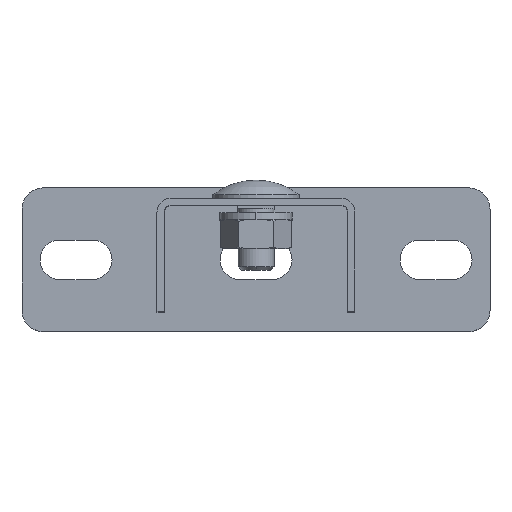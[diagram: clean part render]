
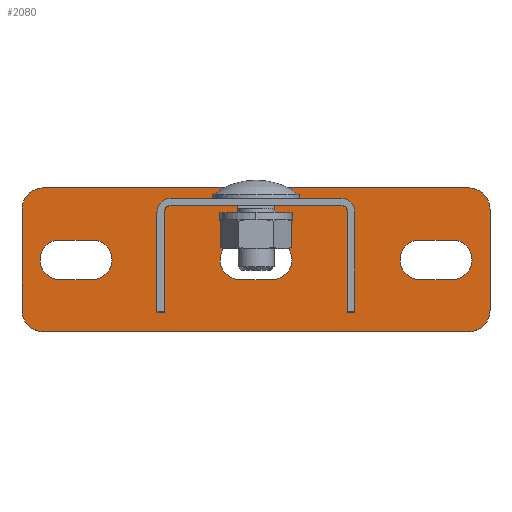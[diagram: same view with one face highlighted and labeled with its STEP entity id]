
A CAD part, top view. The second image highlights one B-rep face of the part: STEP entity #2080.
In plain terms, the highlighted planar face has unit normal (0, 0, 1).
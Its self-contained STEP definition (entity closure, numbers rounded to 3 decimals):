
#10=CARTESIAN_POINT('',(0.,0.,0.));
#20=DIRECTION('',(0.,0.,1.));
#30=DIRECTION('',(1.,0.,0.));
#40=AXIS2_PLACEMENT_3D('',#10,#20,#30);
#50=PLANE('',#40);
#60=CARTESIAN_POINT('',(-59.,14.,0.));
#70=DIRECTION('',(0.,0.,-1.));
#80=DIRECTION('',(-1.,0.,0.));
#90=AXIS2_PLACEMENT_3D('',#60,#70,#80);
#100=CIRCLE('',#90,6.);
#110=CARTESIAN_POINT('',(-65.,14.,0.));
#120=VERTEX_POINT('',#110);
#130=CARTESIAN_POINT('',(-59.,20.,0.));
#140=VERTEX_POINT('',#130);
#150=EDGE_CURVE('',#120,#140,#100,.T.);
#160=ORIENTED_EDGE('',*,*,#150,.F.);
#170=CARTESIAN_POINT('',(0.,20.,0.));
#180=DIRECTION('',(-1.,0.,0.));
#190=VECTOR('',#180,1.);
#200=LINE('',#170,#190);
#210=CARTESIAN_POINT('',(59.,20.,0.));
#220=VERTEX_POINT('',#210);
#230=EDGE_CURVE('',#220,#140,#200,.T.);
#240=ORIENTED_EDGE('',*,*,#230,.T.);
#250=CARTESIAN_POINT('',(59.,14.,0.));
#260=DIRECTION('',(0.,0.,1.));
#270=DIRECTION('',(1.,0.,0.));
#280=AXIS2_PLACEMENT_3D('',#250,#260,#270);
#290=CIRCLE('',#280,6.);
#300=CARTESIAN_POINT('',(65.,14.,0.));
#310=VERTEX_POINT('',#300);
#320=EDGE_CURVE('',#310,#220,#290,.T.);
#330=ORIENTED_EDGE('',*,*,#320,.T.);
#340=CARTESIAN_POINT('',(65.,0.,0.));
#350=DIRECTION('',(0.,1.,0.));
#360=VECTOR('',#350,1.);
#370=LINE('',#340,#360);
#380=CARTESIAN_POINT('',(65.,-14.,0.));
#390=VERTEX_POINT('',#380);
#400=EDGE_CURVE('',#390,#310,#370,.T.);
#410=ORIENTED_EDGE('',*,*,#400,.T.);
#420=CARTESIAN_POINT('',(59.,-14.,0.));
#430=DIRECTION('',(0.,0.,1.));
#440=DIRECTION('',(1.,0.,0.));
#450=AXIS2_PLACEMENT_3D('',#420,#430,#440);
#460=CIRCLE('',#450,6.);
#470=CARTESIAN_POINT('',(59.,-20.,0.));
#480=VERTEX_POINT('',#470);
#490=EDGE_CURVE('',#480,#390,#460,.T.);
#500=ORIENTED_EDGE('',*,*,#490,.T.);
#510=CARTESIAN_POINT('',(0.,-20.,0.));
#520=DIRECTION('',(1.,0.,0.));
#530=VECTOR('',#520,1.);
#540=LINE('',#510,#530);
#550=CARTESIAN_POINT('',(-59.,-20.,0.));
#560=VERTEX_POINT('',#550);
#570=EDGE_CURVE('',#560,#480,#540,.T.);
#580=ORIENTED_EDGE('',*,*,#570,.T.);
#590=CARTESIAN_POINT('',(-59.,-14.,0.));
#600=DIRECTION('',(0.,0.,-1.));
#610=DIRECTION('',(-1.,0.,0.));
#620=AXIS2_PLACEMENT_3D('',#590,#600,#610);
#630=CIRCLE('',#620,6.);
#640=CARTESIAN_POINT('',(-65.,-14.,0.));
#650=VERTEX_POINT('',#640);
#660=EDGE_CURVE('',#560,#650,#630,.T.);
#670=ORIENTED_EDGE('',*,*,#660,.F.);
#680=CARTESIAN_POINT('',(-65.,0.,0.));
#690=DIRECTION('',(0.,-1.,0.));
#700=VECTOR('',#690,1.);
#710=LINE('',#680,#700);
#720=EDGE_CURVE('',#120,#650,#710,.T.);
#730=ORIENTED_EDGE('',*,*,#720,.T.);
#740=EDGE_LOOP('',(#730,#670,#580,#500,#410,#330,#240,#160));
#750=FACE_OUTER_BOUND('',#740,.T.);
#760=CARTESIAN_POINT('',(45.5,0.,0.));
#770=DIRECTION('',(0.,0.,1.));
#780=DIRECTION('',(1.,0.,0.));
#790=AXIS2_PLACEMENT_3D('',#760,#770,#780);
#800=CIRCLE('',#790,5.5);
#810=CARTESIAN_POINT('',(45.5,5.5,0.));
#820=VERTEX_POINT('',#810);
#830=CARTESIAN_POINT('',(40.,0.,0.));
#840=VERTEX_POINT('',#830);
#850=EDGE_CURVE('',#820,#840,#800,.T.);
#860=ORIENTED_EDGE('',*,*,#850,.F.);
#870=CARTESIAN_POINT('',(45.5,-5.5,0.));
#880=VERTEX_POINT('',#870);
#890=EDGE_CURVE('',#840,#880,#800,.T.);
#900=ORIENTED_EDGE('',*,*,#890,.F.);
#910=CARTESIAN_POINT('',(0.,-5.5,0.));
#920=DIRECTION('',(1.,0.,0.));
#930=VECTOR('',#920,1.);
#940=LINE('',#910,#930);
#950=CARTESIAN_POINT('',(54.5,-5.5,0.));
#960=VERTEX_POINT('',#950);
#970=EDGE_CURVE('',#880,#960,#940,.T.);
#980=ORIENTED_EDGE('',*,*,#970,.F.);
#990=CARTESIAN_POINT('',(54.5,0.,0.));
#1000=DIRECTION('',(0.,0.,1.));
#1010=DIRECTION('',(1.,0.,0.));
#1020=AXIS2_PLACEMENT_3D('',#990,#1000,#1010);
#1030=CIRCLE('',#1020,5.5);
#1040=CARTESIAN_POINT('',(60.,0.,0.));
#1050=VERTEX_POINT('',#1040);
#1060=EDGE_CURVE('',#960,#1050,#1030,.T.);
#1070=ORIENTED_EDGE('',*,*,#1060,.F.);
#1080=CARTESIAN_POINT('',(54.5,5.5,0.));
#1090=VERTEX_POINT('',#1080);
#1100=EDGE_CURVE('',#1050,#1090,#1030,.T.);
#1110=ORIENTED_EDGE('',*,*,#1100,.F.);
#1120=CARTESIAN_POINT('',(0.,5.5,0.));
#1130=DIRECTION('',(-1.,0.,0.));
#1140=VECTOR('',#1130,1.);
#1150=LINE('',#1120,#1140);
#1160=EDGE_CURVE('',#1090,#820,#1150,.T.);
#1170=ORIENTED_EDGE('',*,*,#1160,.F.);
#1180=EDGE_LOOP('',(#1170,#1110,#1070,#980,#900,#860));
#1190=FACE_BOUND('',#1180,.T.);
#1200=CARTESIAN_POINT('',(0.,5.5,0.));
#1210=DIRECTION('',(-1.,0.,0.));
#1220=VECTOR('',#1210,1.);
#1230=LINE('',#1200,#1220);
#1240=CARTESIAN_POINT('',(4.5,5.5,0.));
#1250=VERTEX_POINT('',#1240);
#1260=CARTESIAN_POINT('',(-4.5,5.5,0.));
#1270=VERTEX_POINT('',#1260);
#1280=EDGE_CURVE('',#1250,#1270,#1230,.T.);
#1290=ORIENTED_EDGE('',*,*,#1280,.F.);
#1300=CARTESIAN_POINT('',(-4.5,0.,0.));
#1310=DIRECTION('',(0.,0.,1.));
#1320=DIRECTION('',(1.,0.,0.));
#1330=AXIS2_PLACEMENT_3D('',#1300,#1310,#1320);
#1340=CIRCLE('',#1330,5.5);
#1350=CARTESIAN_POINT('',(-10.,0.,0.));
#1360=VERTEX_POINT('',#1350);
#1370=EDGE_CURVE('',#1270,#1360,#1340,.T.);
#1380=ORIENTED_EDGE('',*,*,#1370,.F.);
#1390=CARTESIAN_POINT('',(-4.5,-5.5,0.));
#1400=VERTEX_POINT('',#1390);
#1410=EDGE_CURVE('',#1360,#1400,#1340,.T.);
#1420=ORIENTED_EDGE('',*,*,#1410,.F.);
#1430=CARTESIAN_POINT('',(0.,-5.5,0.));
#1440=DIRECTION('',(1.,0.,0.));
#1450=VECTOR('',#1440,1.);
#1460=LINE('',#1430,#1450);
#1470=CARTESIAN_POINT('',(4.5,-5.5,0.));
#1480=VERTEX_POINT('',#1470);
#1490=EDGE_CURVE('',#1400,#1480,#1460,.T.);
#1500=ORIENTED_EDGE('',*,*,#1490,.F.);
#1510=CARTESIAN_POINT('',(4.5,0.,0.));
#1520=DIRECTION('',(0.,0.,1.));
#1530=DIRECTION('',(1.,0.,0.));
#1540=AXIS2_PLACEMENT_3D('',#1510,#1520,#1530);
#1550=CIRCLE('',#1540,5.5);
#1560=CARTESIAN_POINT('',(10.,0.,0.));
#1570=VERTEX_POINT('',#1560);
#1580=EDGE_CURVE('',#1480,#1570,#1550,.T.);
#1590=ORIENTED_EDGE('',*,*,#1580,.F.);
#1600=EDGE_CURVE('',#1570,#1250,#1550,.T.);
#1610=ORIENTED_EDGE('',*,*,#1600,.F.);
#1620=EDGE_LOOP('',(#1610,#1590,#1500,#1420,#1380,#1290));
#1630=FACE_BOUND('',#1620,.T.);
#1640=CARTESIAN_POINT('',(0.,-5.5,0.));
#1650=DIRECTION('',(1.,0.,0.));
#1660=VECTOR('',#1650,1.);
#1670=LINE('',#1640,#1660);
#1680=CARTESIAN_POINT('',(-54.5,-5.5,0.));
#1690=VERTEX_POINT('',#1680);
#1700=CARTESIAN_POINT('',(-45.5,-5.5,0.));
#1710=VERTEX_POINT('',#1700);
#1720=EDGE_CURVE('',#1690,#1710,#1670,.T.);
#1730=ORIENTED_EDGE('',*,*,#1720,.F.);
#1740=CARTESIAN_POINT('',(-45.5,0.,0.));
#1750=DIRECTION('',(0.,0.,1.));
#1760=DIRECTION('',(1.,0.,0.));
#1770=AXIS2_PLACEMENT_3D('',#1740,#1750,#1760);
#1780=CIRCLE('',#1770,5.5);
#1790=CARTESIAN_POINT('',(-40.,0.,0.));
#1800=VERTEX_POINT('',#1790);
#1810=EDGE_CURVE('',#1710,#1800,#1780,.T.);
#1820=ORIENTED_EDGE('',*,*,#1810,.F.);
#1830=CARTESIAN_POINT('',(-45.5,5.5,0.));
#1840=VERTEX_POINT('',#1830);
#1850=EDGE_CURVE('',#1800,#1840,#1780,.T.);
#1860=ORIENTED_EDGE('',*,*,#1850,.F.);
#1870=CARTESIAN_POINT('',(0.,5.5,0.));
#1880=DIRECTION('',(-1.,0.,0.));
#1890=VECTOR('',#1880,1.);
#1900=LINE('',#1870,#1890);
#1910=CARTESIAN_POINT('',(-54.5,5.5,0.));
#1920=VERTEX_POINT('',#1910);
#1930=EDGE_CURVE('',#1840,#1920,#1900,.T.);
#1940=ORIENTED_EDGE('',*,*,#1930,.F.);
#1950=CARTESIAN_POINT('',(-54.5,0.,0.));
#1960=DIRECTION('',(0.,0.,1.));
#1970=DIRECTION('',(1.,0.,0.));
#1980=AXIS2_PLACEMENT_3D('',#1950,#1960,#1970);
#1990=CIRCLE('',#1980,5.5);
#2000=CARTESIAN_POINT('',(-60.,0.,0.));
#2010=VERTEX_POINT('',#2000);
#2020=EDGE_CURVE('',#1920,#2010,#1990,.T.);
#2030=ORIENTED_EDGE('',*,*,#2020,.F.);
#2040=EDGE_CURVE('',#2010,#1690,#1990,.T.);
#2050=ORIENTED_EDGE('',*,*,#2040,.F.);
#2060=EDGE_LOOP('',(#2050,#2030,#1940,#1860,#1820,#1730));
#2070=FACE_BOUND('',#2060,.T.);
#2080=ADVANCED_FACE('',(#750,#1190,#1630,#2070),#50,.T.);
